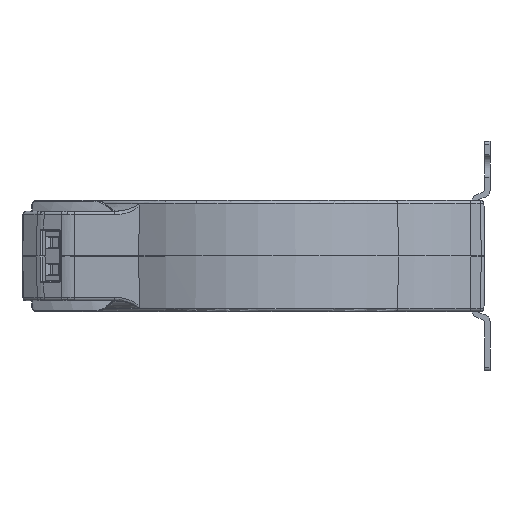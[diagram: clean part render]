
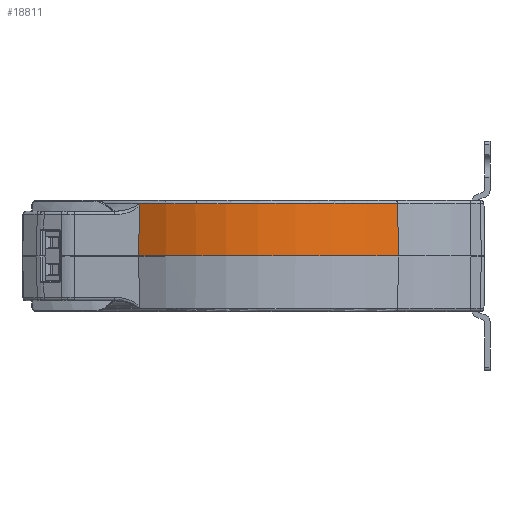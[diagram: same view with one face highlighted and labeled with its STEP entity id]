
A CAD part, left-side view. The second image highlights one B-rep face of the part: STEP entity #18811.
In plain terms, the highlighted conical face has half-angle 1 degrees and reference radius 62.16 mm.
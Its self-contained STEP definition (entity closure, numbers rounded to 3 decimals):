
#8024=CARTESIAN_POINT('',(7.66,4.435,
0.));
#8025=DIRECTION('',(0.,0.,1.));
#8026=DIRECTION('',(-1.,0.,0.));
#8027=AXIS2_PLACEMENT_3D('',#8024,#8025,#8026);
#8032=CARTESIAN_POINT('',(7.66,4.435,0.));
#8033=DIRECTION('',(0.,0.,1.));
#8034=DIRECTION('',(-0.847,0.531,0.));
#8035=AXIS2_PLACEMENT_3D('',#8032,#8033,#8034);
#9724=CARTESIAN_POINT('',(-45.108,37.527,
0.));
#9725=CARTESIAN_POINT('',(-45.082,37.519,1.554));
#9726=CARTESIAN_POINT('',(-45.028,37.502,4.663));
#9727=CARTESIAN_POINT('',(-44.948,37.476,9.326));
#9728=CARTESIAN_POINT('',(-44.895,37.459,12.435));
#9729=CARTESIAN_POINT('',(-44.868,37.451,13.989));
#9734=DIRECTION('',(0.014,0.011,1.));
#9735=VECTOR('',#9734,14.52);
#9736=CARTESIAN_POINT('',(-40.763,-34.741,
0.));
#9737=LINE('',#9736,#9735);
#10654=CARTESIAN_POINT('',(7.66,4.435,14.517));
#10655=DIRECTION('',(0.,0.,-1.));
#10656=DIRECTION('',(-1.,0.,0.));
#10657=AXIS2_PLACEMENT_3D('',#10654,#10655,#10656);
#10662=CARTESIAN_POINT('',(7.66,4.435,14.517));
#10663=DIRECTION('',(0.,0.,-1.));
#10664=DIRECTION('',(-0.777,-0.629,0.));
#10665=AXIS2_PLACEMENT_3D('',#10662,#10663,#10664);
#11265=CARTESIAN_POINT('',(-44.671,37.745,
14.517));
#11266=CARTESIAN_POINT('',(-44.696,37.705,
14.517));
#11267=CARTESIAN_POINT('',(-44.742,37.634,
14.503));
#11268=CARTESIAN_POINT('',(-44.798,37.548,
14.429));
#11269=CARTESIAN_POINT('',(-44.838,37.489,
14.308));
#11270=CARTESIAN_POINT('',(-44.861,37.457,
14.159));
#11271=CARTESIAN_POINT('',(-44.867,37.451,
14.048));
#11272=CARTESIAN_POINT('',(-44.868,37.451,
13.989));
#11277=CARTESIAN_POINT('',(-44.671,37.745,
14.517));
#13605=VERTEX_POINT('',#11277);
#13814=VERTEX_POINT('',#9724);
#13815=VERTEX_POINT('',#9729);
#13817=CARTESIAN_POINT('',(-54.373,4.435,
14.517));
#13818=VERTEX_POINT('',#13817);
#13819=CARTESIAN_POINT('',(-40.566,-34.582,
14.517));
#13820=VERTEX_POINT('',#13819);
#13821=CARTESIAN_POINT('',(-54.626,4.435,
0.));
#13822=CARTESIAN_POINT('',(-40.763,-34.741,
0.));
#13823=VERTEX_POINT('',#13821);
#13824=VERTEX_POINT('',#13822);
#18793=CARTESIAN_POINT('',(7.66,4.435,7.259));
#18794=DIRECTION('',(0.,0.,-1.));
#18795=DIRECTION('',(1.,0.,0.));
#18796=AXIS2_PLACEMENT_3D('',#18793,#18794,#18795);
#18797=CONICAL_SURFACE('',#18796,62.16,1.);
#18799=ORIENTED_EDGE('',*,*,#18798,.T.);
#18801=ORIENTED_EDGE('',*,*,#18800,.T.);
#18803=ORIENTED_EDGE('',*,*,#18802,.T.);
#18805=ORIENTED_EDGE('',*,*,#18804,.T.);
#18806=ORIENTED_EDGE('',*,*,#18776,.F.);
#18807=ORIENTED_EDGE('',*,*,#16849,.T.);
#18808=ORIENTED_EDGE('',*,*,#16847,.T.);
#18809=EDGE_LOOP('',(#18799,#18801,#18803,#18805,#18806,#18807,#18808));
#18810=FACE_OUTER_BOUND('',#18809,.F.);
#8028=CIRCLE('',#8027,62.287);
#8036=CIRCLE('',#8035,62.287);
#9730=B_SPLINE_CURVE_WITH_KNOTS('',3,(#9724,#9725,#9726,#9727,#9728,#9729),
.UNSPECIFIED.,.F.,.F.,(4,1,1,4),(0.,0.333,0.667,1.),
.UNSPECIFIED.);
#10658=CIRCLE('',#10657,62.033);
#10666=CIRCLE('',#10665,62.033);
#11273=B_SPLINE_CURVE_WITH_KNOTS('',3,(#11265,#11266,#11267,#11268,#11269,
#11270,#11271,#11272),.UNSPECIFIED.,.F.,.F.,(4,1,1,1,1,4),(0.,0.2,0.4,
0.6,0.8,1.),.UNSPECIFIED.);
#16847=EDGE_CURVE('',#13823,#13824,#8028,.T.);
#16849=EDGE_CURVE('',#13814,#13823,#8036,.T.);
#18776=EDGE_CURVE('',#13814,#13815,#9730,.T.);
#18798=EDGE_CURVE('',#13824,#13820,#9737,.T.);
#18800=EDGE_CURVE('',#13820,#13818,#10666,.T.);
#18802=EDGE_CURVE('',#13818,#13605,#10658,.T.);
#18804=EDGE_CURVE('',#13605,#13815,#11273,.T.);
#18811=ADVANCED_FACE('',(#18810),#18797,.F.);
